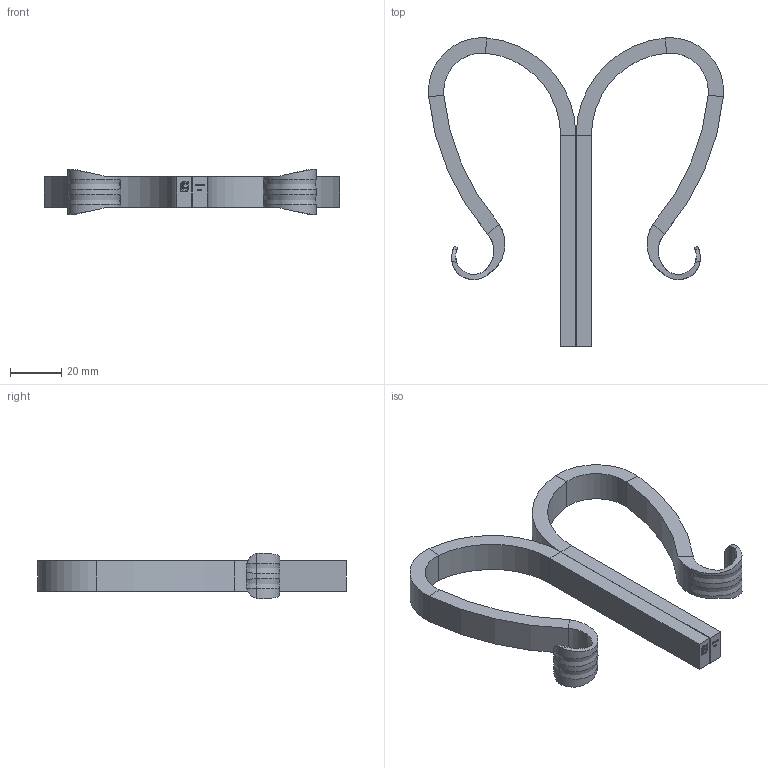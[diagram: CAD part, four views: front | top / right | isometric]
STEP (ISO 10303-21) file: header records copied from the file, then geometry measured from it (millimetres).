
FILE_DESCRIPTION (( 'STEP AP203' ), '1' );
FILE_NAME ('3050.STEP', '2023-07-12T14:02:44', ( '' ), ( '' ), 'SwSTEP 2.0', 'SolidWorks 2018', '' );
FILE_SCHEMA (( 'CONFIG_CONTROL_DESIGN' ));
Length unit declared in the file: millimetre
Products named in the file (1): 3050
Bounding box: 114.92 x 120.02 x 17.82 mm (x, y, z)
Volume: 34732.8 mm3; surface area: 18927.9 mm2
Topology: 2 solids, 2 shells, 283 faces, 743 edges, 482 vertices
Faces by surface type: bspline 144, plane 127, cylinder 12
Entity records: 18312 total; most frequent: CARTESIAN_POINT 12293, ORIENTED_EDGE 1486, DIRECTION 751, EDGE_CURVE 743, VERTEX_POINT 482, LINE 423, VECTOR 423, EDGE_LOOP 301
